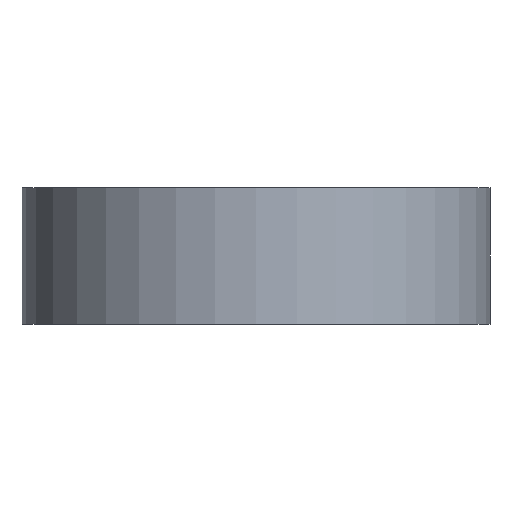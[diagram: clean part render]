
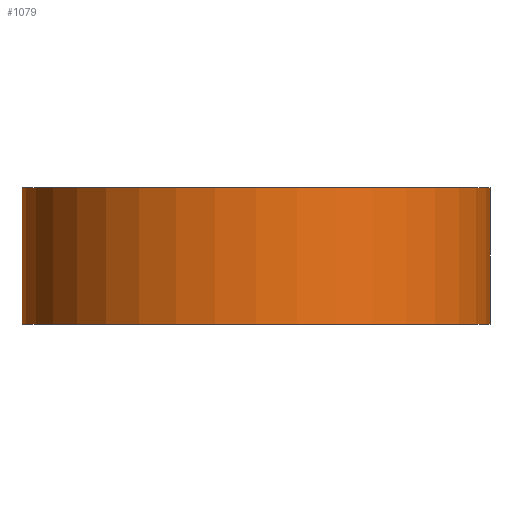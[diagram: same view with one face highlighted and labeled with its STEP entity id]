
A CAD part, front view. The second image highlights one B-rep face of the part: STEP entity #1079.
In plain terms, the highlighted cylindrical face has radius 43 mm (diameter 86 mm), a full revolution.
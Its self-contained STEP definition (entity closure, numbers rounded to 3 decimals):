
#310=CARTESIAN_POINT('',(43.0,0.0,-12.5));
#311=VERTEX_POINT('',#310);
#312=CARTESIAN_POINT('',(0.0,0.0,-12.5));
#313=DIRECTION('',(0.0,0.0,1.0));
#314=DIRECTION('',(1.0,0.0,0.0));
#315=AXIS2_PLACEMENT_3D('',#312,#313,#314);
#316=CIRCLE('',#315,43.0);
#317=EDGE_CURVE('no 289',#311,#311,#316,.T.);
#1051=CARTESIAN_POINT('',(43.0,0.0,12.5));
#1052=VERTEX_POINT('',#1051);
#1053=CARTESIAN_POINT('',(0.0,0.0,12.5));
#1054=DIRECTION('',(0.0,0.0,1.0));
#1055=DIRECTION('',(1.0,0.0,0.0));
#1056=AXIS2_PLACEMENT_3D('',#1053,#1054,#1055);
#1057=CIRCLE('',#1056,43.0);
#1058=EDGE_CURVE('no 347',#1052,#1052,#1057,.T.);
#1068=ORIENTED_EDGE('',*,*,#1058,.F.);
#1069=EDGE_LOOP('',(#1068));
#1070=FACE_OUTER_BOUND('',#1069,.T.);
#1071=ORIENTED_EDGE('',*,*,#317,.T.);
#1072=EDGE_LOOP('',(#1071));
#1073=FACE_BOUND('',#1072,.T.);
#1074=CARTESIAN_POINT('',(0.0,0.0,-12.5));
#1075=DIRECTION('',(0.0,0.0,1.0));
#1076=DIRECTION('',(1.0,0.0,0.0));
#1077=AXIS2_PLACEMENT_3D('',#1074,#1075,#1076);
#1078=CYLINDRICAL_SURFACE('',#1077,43.0);
#1079=ADVANCED_FACE('no 343',(#1070,#1073),#1078,.T.);
